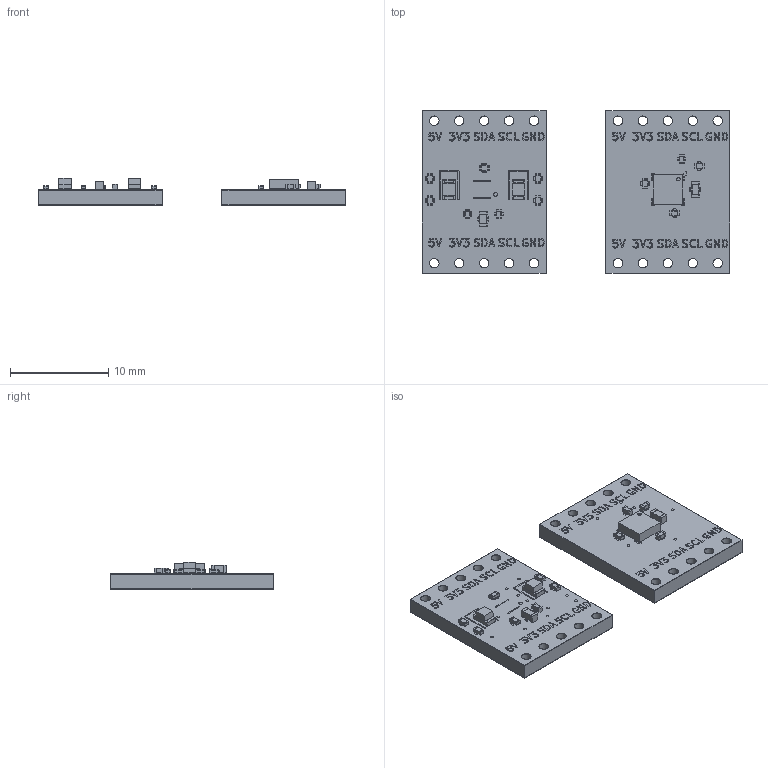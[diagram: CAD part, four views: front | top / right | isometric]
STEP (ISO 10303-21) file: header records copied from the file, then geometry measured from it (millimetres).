
FILE_DESCRIPTION(('KiCad electronic assembly'),'2;1');
FILE_NAME('color+proximity.step','2025-11-09T02:54:43',('Pcbnew'),( 'Kicad'),'Open CASCADE STEP processor 7.8','KiCad to STEP converter' ,'Unknown');
FILE_SCHEMA(('AUTOMOTIVE_DESIGN { 1 0 10303 214 1 1 1 1 }'));
Length unit declared in the file: millimetre
Products named in the file (10): color+proximity 1; LGA-16_3x3mm_P0.5mm_LayoutBorder3x5y; C_0402_1005Metric; R_0402_1005Metric; C_0603_1608Metric; LED_0805_2012Metric; color+proximity_silkscreen; color+proximity_soldermask; color+proximity_PCB_1; color+proximity_PCB_2
Assembly tree (20 placements, depth 2):
  color+proximity 1
    LGA-16_3x3mm_P0.5mm_LayoutBorder3x5y
    C_0402_1005Metric  x4
    R_0402_1005Metric  x7
    C_0603_1608Metric  x2
    LED_0805_2012Metric  x2
    color+proximity_silkscreen
    color+proximity_soldermask
    color+proximity_PCB_1
    color+proximity_PCB_2
Bounding box: 31.3 x 16.5 x 2.77 mm (x, y, z)
Volume: 619.2 mm3; surface area: 2045.7 mm2
Topology: 18 solids, 232 shells, 804 faces, 7157 edges, 6634 vertices
Faces by surface type: plane 619, cylinder 185
Full cylindrical faces by diameter (mm): 0.3 x20, 0.35 x1, 1 x20
Entity records: 60196 total; most frequent: CARTESIAN_POINT 12927, DIRECTION 8158, ORIENTED_EDGE 7024, EDGE_CURVE 6328, VERTEX_POINT 6092, LINE 5512, VECTOR 5512, AXIS2_PLACEMENT_3D 1323
